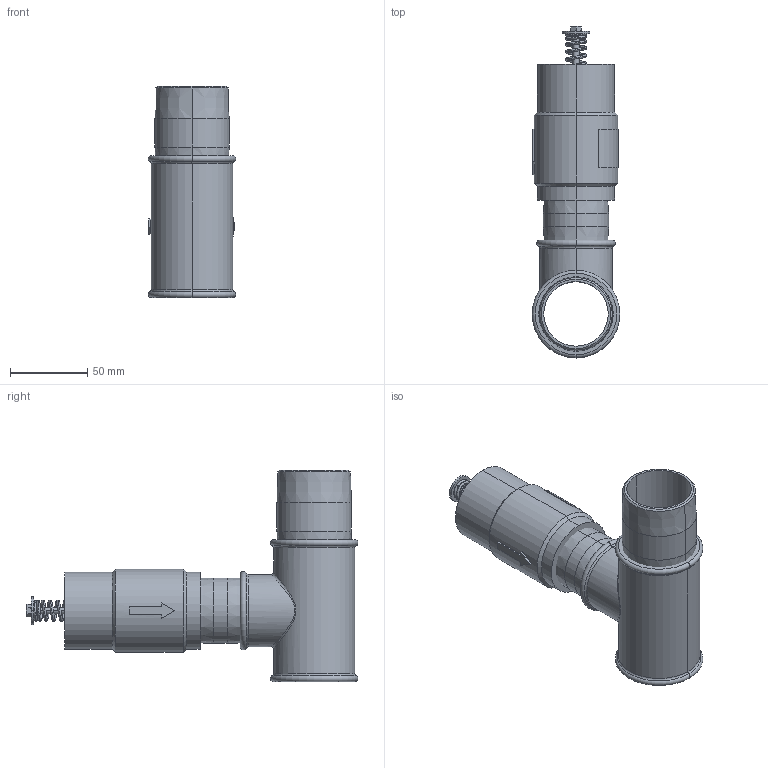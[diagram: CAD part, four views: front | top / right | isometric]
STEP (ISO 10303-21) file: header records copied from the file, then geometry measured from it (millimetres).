
FILE_DESCRIPTION((''),'2;1');
FILE_NAME('400-00011_ASM','2017-06-26T',('cfitz'),('vacuvane vacuum technology gmbh'),'CREO PARAMETRIC BY PTC INC, 2016130','CREO PARAMETRIC BY PTC INC, 2016130','');
FILE_SCHEMA(('CONFIG_CONTROL_DESIGN'));
Length unit declared in the file: millimetre
Products named in the file (11): EN10241-DN40-60; MASTER-EN10242-B1-DN40-DN32; EN10241-DN32-50; 400-00001_900; 400-00001_901; 400-00001_905; 400-00001_902; 400-00001_903; 400-00001_904; 400-00001_ASM; 400-00011_ASM
Assembly tree (10 placements, depth 3):
  400-00011_ASM
    EN10241-DN40-60
    MASTER-EN10242-B1-DN40-DN32
    EN10241-DN32-50
    400-00001_ASM
      400-00001_900
      400-00001_901
      400-00001_905
      400-00001_902
      400-00001_903
      400-00001_904
Bounding box: 56.79 x 215.4 x 137 mm (x, y, z)
Volume: 213484.1 mm3; surface area: 101152.4 mm2
Topology: 9 solids, 9 shells, 153 faces, 338 edges, 206 vertices
Faces by surface type: cylinder 52, plane 43, cone 28, torus 16, bspline 14
Entity records: 8014 total; most frequent: CARTESIAN_POINT 4367, DIRECTION 775, ORIENTED_EDGE 676, EDGE_CURVE 338, AXIS2_PLACEMENT_3D 323, VERTEX_POINT 206, EDGE_LOOP 174, CIRCLE 157
